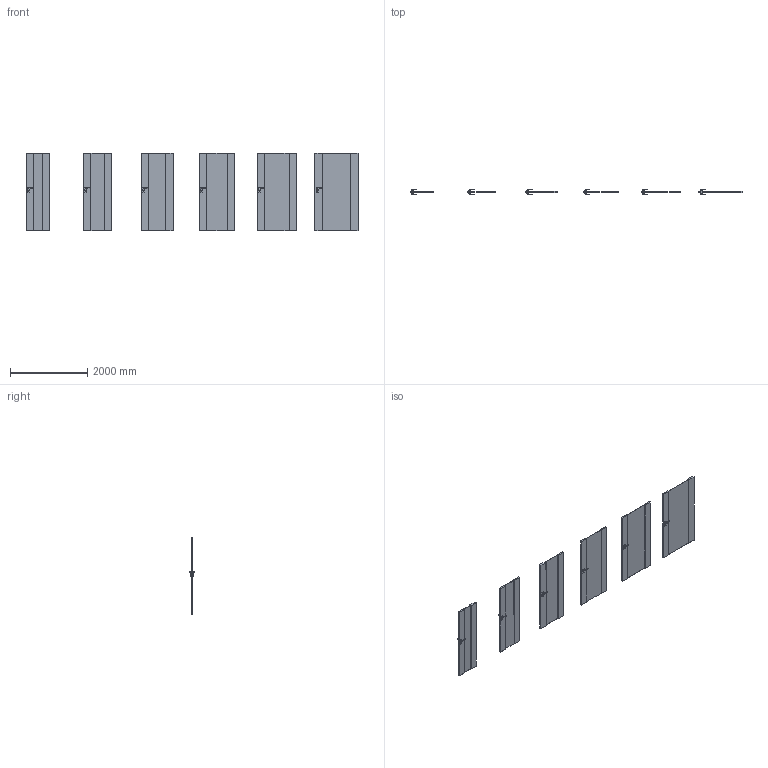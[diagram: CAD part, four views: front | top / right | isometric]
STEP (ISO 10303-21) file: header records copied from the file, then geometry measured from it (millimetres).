
FILE_DESCRIPTION(/* description */ (''),/* implementation_level */ '2;1');
FILE_NAME(/* name */ '049645_A_2-Skrzydło FOCUS model 4.B_ polska norma _PN__ bezprzylgowe..stp',/* time_stamp */ '2024-01-29T14:15:41+01:00',/* author */ (''),/* organization */ (''),/* preprocessor_version */ 'ST-DEVELOPER v16',/* originating_system */ 'SIEMENS PLM Software NX 11.0',/* authorisation */ '');
FILE_SCHEMA (('AUTOMOTIVE_DESIGN { 1 0 10303 214 3 1 1 1 }'));
Length unit declared in the file: millimetre
Products named in the file (1): bkni4130BF060uu3
Bounding box: 8618 x 153.27 x 2017 mm (x, y, z)
Volume: 226290246.4 mm3; surface area: 23271897.9 mm2
Topology: 30 solids, 30 shells, 1122 faces, 2622 edges, 1452 vertices
Faces by surface type: plane 498, cylinder 264, bspline 192, sphere 168
Entity records: 37210 total; most frequent: CARTESIAN_POINT 13453, ORIENTED_EDGE 4908, DIRECTION 4676, EDGE_CURVE 2454, AXIS2_PLACEMENT_3D 1651, VERTEX_POINT 1452, LINE 1374, VECTOR 1374
